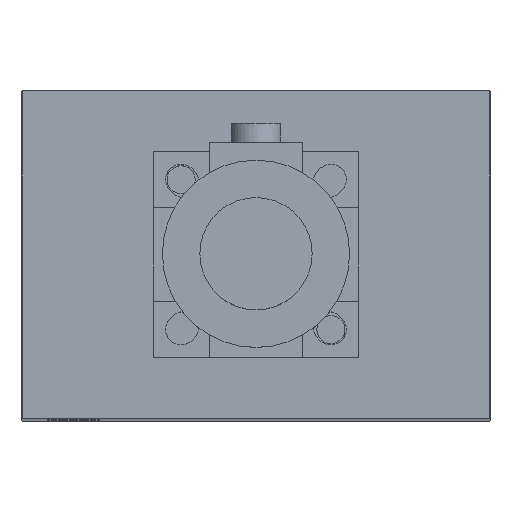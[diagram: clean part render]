
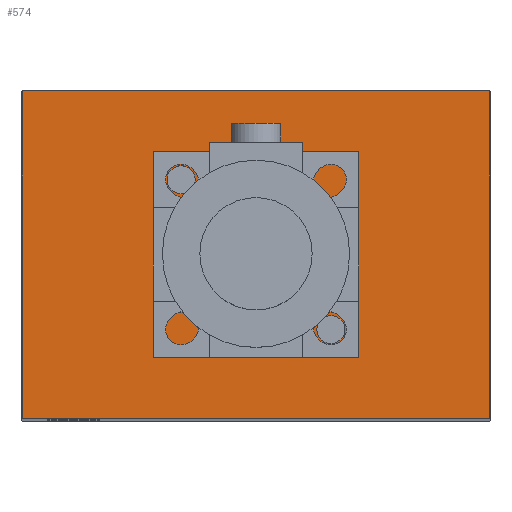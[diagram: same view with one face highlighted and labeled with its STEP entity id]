
A CAD part, top view. The second image highlights one B-rep face of the part: STEP entity #574.
In plain terms, the highlighted planar face has unit normal (0, 0, 1).
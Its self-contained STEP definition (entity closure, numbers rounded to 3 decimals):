
#207=CARTESIAN_POINT('',(9.5,-8.0,83.0));
#208=VERTEX_POINT('',#207);
#209=CARTESIAN_POINT('',(8.,-8.0,83.0));
#210=DIRECTION('',(0.0,0.0,-1.0));
#211=DIRECTION('',(1.0,0.0,0.0));
#212=AXIS2_PLACEMENT_3D('',#209,#210,#211);
#213=CIRCLE('',#212,1.5);
#214=EDGE_CURVE('',#208,#208,#213,.T.);
#265=CARTESIAN_POINT('',(-6.5,8.0,83.0));
#266=VERTEX_POINT('',#265);
#267=CARTESIAN_POINT('',(-8.0,8.0,83.0));
#268=DIRECTION('',(0.0,0.0,-1.0));
#269=DIRECTION('',(1.0,0.0,0.0));
#270=AXIS2_PLACEMENT_3D('',#267,#268,#269);
#271=CIRCLE('',#270,1.5);
#272=EDGE_CURVE('',#266,#266,#271,.T.);
#438=CARTESIAN_POINT('',(24.999,17.499,83.0));
#439=VERTEX_POINT('',#438);
#440=CARTESIAN_POINT('',(24.999,-17.499,83.0));
#441=VERTEX_POINT('',#440);
#442=CARTESIAN_POINT('',(24.999,17.499,83.0));
#443=DIRECTION('',(0.0,-1.0,0.0));
#444=VECTOR('',#443,34.998);
#445=LINE('',#442,#444);
#446=EDGE_CURVE('',#439,#441,#445,.T.);
#478=CARTESIAN_POINT('',(-24.999,-17.499,83.0));
#479=VERTEX_POINT('',#478);
#480=CARTESIAN_POINT('',(24.999,-17.499,83.0));
#481=DIRECTION('',(-1.0,0.0,0.0));
#482=VECTOR('',#481,49.998);
#483=LINE('',#480,#482);
#484=EDGE_CURVE('',#441,#479,#483,.T.);
#509=CARTESIAN_POINT('',(-24.999,17.499,83.0));
#510=VERTEX_POINT('',#509);
#511=CARTESIAN_POINT('',(-24.999,-17.499,83.0));
#512=DIRECTION('',(0.0,1.0,0.0));
#513=VECTOR('',#512,34.998);
#514=LINE('',#511,#513);
#515=EDGE_CURVE('',#479,#510,#514,.T.);
#540=CARTESIAN_POINT('',(-24.999,17.499,83.0));
#541=DIRECTION('',(1.0,0.0,0.0));
#542=VECTOR('',#541,49.998);
#543=LINE('',#540,#542);
#544=EDGE_CURVE('',#510,#439,#543,.T.);
#557=CARTESIAN_POINT('',(0.,0.0,83.0));
#558=DIRECTION('',(0.0,0.0,1.0));
#559=DIRECTION('',(1.0,0.0,0.0));
#560=AXIS2_PLACEMENT_3D('',#557,#558,#559);
#561=PLANE('',#560);
#562=ORIENTED_EDGE('',*,*,#446,.F.);
#563=ORIENTED_EDGE('',*,*,#544,.F.);
#564=ORIENTED_EDGE('',*,*,#515,.F.);
#565=ORIENTED_EDGE('',*,*,#484,.F.);
#566=EDGE_LOOP('',(#562,#563,#564,#565));
#567=FACE_OUTER_BOUND('',#566,.T.);
#568=ORIENTED_EDGE('',*,*,#214,.T.);
#569=EDGE_LOOP('',(#568));
#570=FACE_BOUND('',#569,.T.);
#571=ORIENTED_EDGE('',*,*,#272,.T.);
#572=EDGE_LOOP('',(#571));
#573=FACE_BOUND('',#572,.T.);
#574=ADVANCED_FACE('',(#567,#570,#573),#561,.T.);
